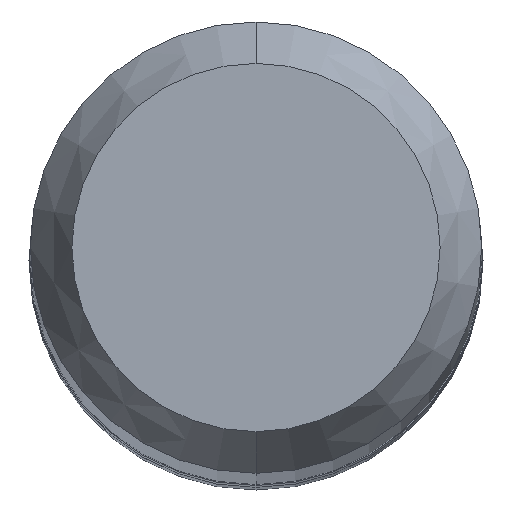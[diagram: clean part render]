
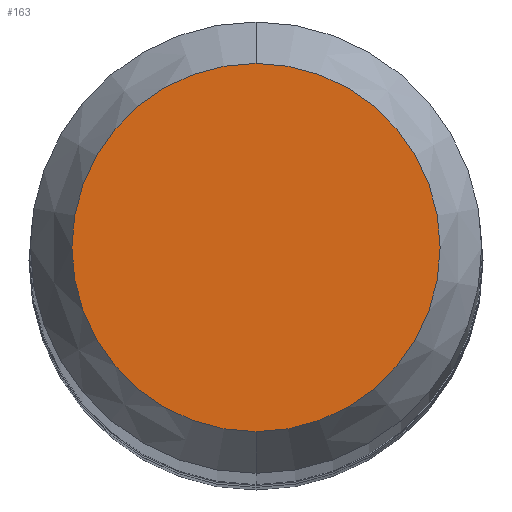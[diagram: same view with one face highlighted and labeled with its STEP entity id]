
A CAD part, top view. The second image highlights one B-rep face of the part: STEP entity #163.
In plain terms, the highlighted planar face has unit normal (0, 0, 1).
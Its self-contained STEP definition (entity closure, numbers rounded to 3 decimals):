
#99=VERTEX_POINT('',#250);
#119=EDGE_CURVE('',#221,#99,#273,.T.);
#163=ADVANCED_FACE('',(#323),#324,.T.);
#201=EDGE_CURVE('',#99,#221,#369,.T.);
#221=VERTEX_POINT('',#389);
#250=CARTESIAN_POINT('',(0.0,1.015,0.0));
#273=CIRCLE('',#440,1.015);
#323=FACE_OUTER_BOUND('',#501,.T.);
#324=PLANE('',#502);
#369=CIRCLE('',#558,1.015);
#389=CARTESIAN_POINT('',(0.,-1.015,0.0));
#440=AXIS2_PLACEMENT_3D('',#633,#634,#635);
#501=EDGE_LOOP('',(#698,#699));
#502=AXIS2_PLACEMENT_3D('',#700,#701,#702);
#558=AXIS2_PLACEMENT_3D('',#772,#773,#774);
#633=CARTESIAN_POINT('',(0.0,0.0,0.0));
#634=DIRECTION('',(0.0,0.0,-1.0));
#635=DIRECTION('',(0.0,1.0,0.0));
#698=ORIENTED_EDGE('',*,*,#201,.F.);
#699=ORIENTED_EDGE('',*,*,#119,.F.);
#700=CARTESIAN_POINT('',(0.0,0.508,0.0));
#701=DIRECTION('',(-0.0,0.0,1.0));
#702=DIRECTION('',(0.0,-1.0,0.0));
#772=CARTESIAN_POINT('',(0.0,0.0,0.0));
#773=DIRECTION('',(0.0,0.0,-1.0));
#774=DIRECTION('',(0.0,1.0,0.0));
